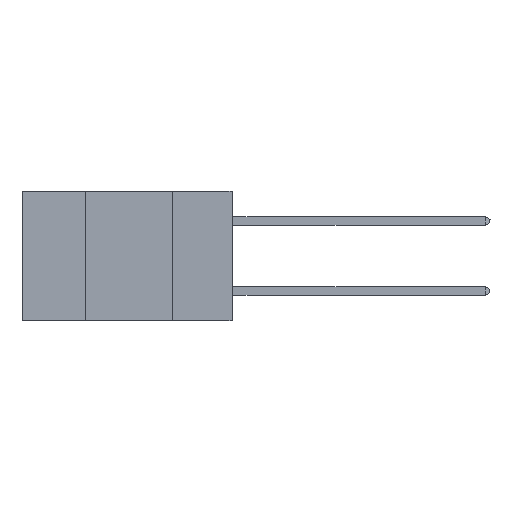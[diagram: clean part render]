
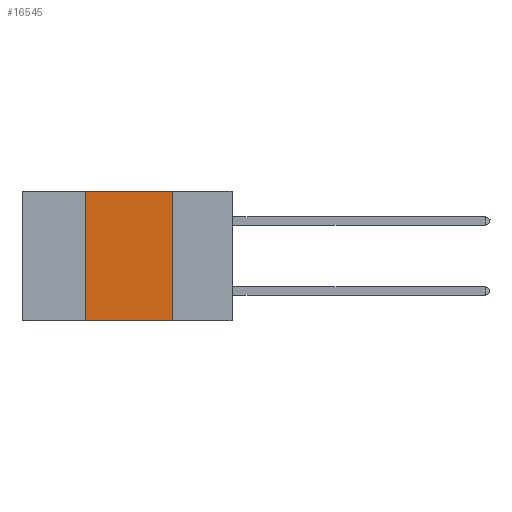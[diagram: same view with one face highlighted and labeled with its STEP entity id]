
A CAD part, left-side view. The second image highlights one B-rep face of the part: STEP entity #16545.
In plain terms, the highlighted planar face has unit normal (-1, 0, 0).
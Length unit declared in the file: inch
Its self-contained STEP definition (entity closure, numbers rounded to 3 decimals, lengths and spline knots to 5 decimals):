
#166 = VECTOR ( 'NONE', #7036, 39.37008 ) ;
#174 = VERTEX_POINT ( 'NONE', #10297 ) ;
#958 = DIRECTION ( 'NONE',  ( 1., 0., 0. ) ) ;
#1021 = VERTEX_POINT ( 'NONE', #3849 ) ;
#1215 = CARTESIAN_POINT ( 'NONE',  ( 0., 0.42, 0. ) ) ;
#1441 = VERTEX_POINT ( 'NONE', #8103 ) ;
#2804 = ORIENTED_EDGE ( 'NONE', *, *, #6608, .F. ) ;
#3272 = DIRECTION ( 'NONE',  ( 0., -1., 0. ) ) ;
#3824 = VECTOR ( 'NONE', #3272, 39.37008 ) ;
#3849 = CARTESIAN_POINT ( 'NONE',  ( 0., 0.17, 0. ) ) ;
#4748 = LINE ( 'NONE', #12930, #3824 ) ;
#4912 = ORIENTED_EDGE ( 'NONE', *, *, #7376, .T. ) ;
#5319 = DIRECTION ( 'NONE',  ( 0., 0., -1. ) ) ;
#5952 = VECTOR ( 'NONE', #5319, 39.37008 ) ;
#5975 = CARTESIAN_POINT ( 'NONE',  ( 0., 0.6, 0. ) ) ;
#6608 = EDGE_CURVE ( 'NONE', #1021, #174, #10409, .T. ) ;
#7036 = DIRECTION ( 'NONE',  ( 0., -1., 0. ) ) ;
#7376 = EDGE_CURVE ( 'NONE', #1441, #174, #18509, .T. ) ;
#8103 = CARTESIAN_POINT ( 'NONE',  ( 0., 0.42, -0.37 ) ) ;
#8531 = ORIENTED_EDGE ( 'NONE', *, *, #9266, .F. ) ;
#9266 = EDGE_CURVE ( 'NONE', #1441, #20315, #20816, .T. ) ;
#10169 = VECTOR ( 'NONE', #19223, 39.37008 ) ;
#10239 = EDGE_LOOP ( 'NONE', ( #2804, #18023, #8531, #4912 ) ) ;
#10297 = CARTESIAN_POINT ( 'NONE',  ( 0., 0.17, -0.37 ) ) ;
#10409 = LINE ( 'NONE', #18164, #5952 ) ;
#12234 = DIRECTION ( 'NONE',  ( 0., 0., -1. ) ) ;
#12930 = CARTESIAN_POINT ( 'NONE',  ( 0., 0.6, 0. ) ) ;
#14460 = CARTESIAN_POINT ( 'NONE',  ( 0., 0.42, 0. ) ) ;
#14999 = CARTESIAN_POINT ( 'NONE',  ( 0., 0.6, -0.37 ) ) ;
#15396 = AXIS2_PLACEMENT_3D ( 'NONE', #5975, #958, #12234 ) ;
#15737 = PLANE ( 'NONE',  #15396 ) ;
#16545 = ADVANCED_FACE ( 'NONE', ( #20306 ), #15737, .F. ) ;
#18023 = ORIENTED_EDGE ( 'NONE', *, *, #19974, .F. ) ;
#18164 = CARTESIAN_POINT ( 'NONE',  ( 0., 0.17, 0. ) ) ;
#18509 = LINE ( 'NONE', #14999, #166 ) ;
#19223 = DIRECTION ( 'NONE',  ( 0., 0., 1. ) ) ;
#19974 = EDGE_CURVE ( 'NONE', #20315, #1021, #4748, .T. ) ;
#20306 = FACE_OUTER_BOUND ( 'NONE', #10239, .T. ) ;
#20315 = VERTEX_POINT ( 'NONE', #1215 ) ;
#20816 = LINE ( 'NONE', #14460, #10169 ) ;
